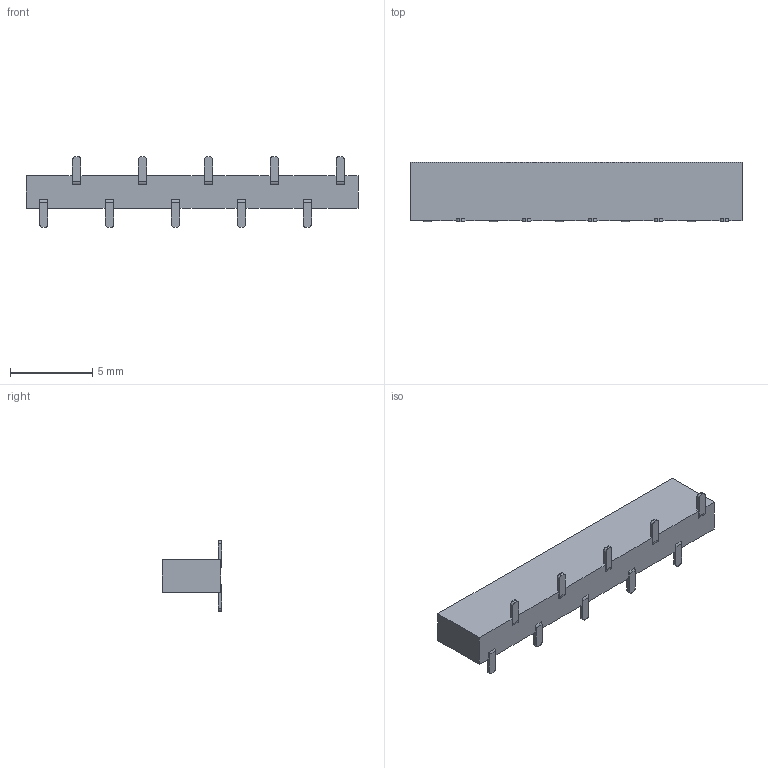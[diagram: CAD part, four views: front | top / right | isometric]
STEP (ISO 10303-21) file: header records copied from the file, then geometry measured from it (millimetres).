
FILE_DESCRIPTION( ('This file contains a STEP AP42 implementation' ,'as created by ZW3D STEP Interface translator.') ,'2;1' );
FILE_NAME( '2235-1XXMXXCUNX2.stp' ,'23 414.104441', (''), ('ZWCAD Software Co.'), 'Version 1.0', 'ZW3D to STEP translator', '' );
FILE_SCHEMA(('AUTOMOTIVE_DESIGN { 1 0 10303 214 1 1 1 1 }'));
Length unit declared in the file: millimetre
Products named in the file (2): 0; 2235-120MXXCUNX2
Bounding box: 20.15 x 3.61 x 4.3 mm (x, y, z)
Volume: 117.4 mm3; surface area: 575.7 mm2
Topology: 1 solids, 1 shells, 1208 faces, 3698 edges, 2452 vertices
Faces by surface type: plane 838, cylinder 250, bspline 120
Entity records: 56739 total; most frequent: CARTESIAN_POINT 29339, ORIENTED_EDGE 7424, EDGE_CURVE 3698, B_SPLINE_CURVE_WITH_KNOTS 3328, DIRECTION 2548, VERTEX_POINT 2452, EDGE_LOOP 1288, FACE_OUTER_BOUND 1208
